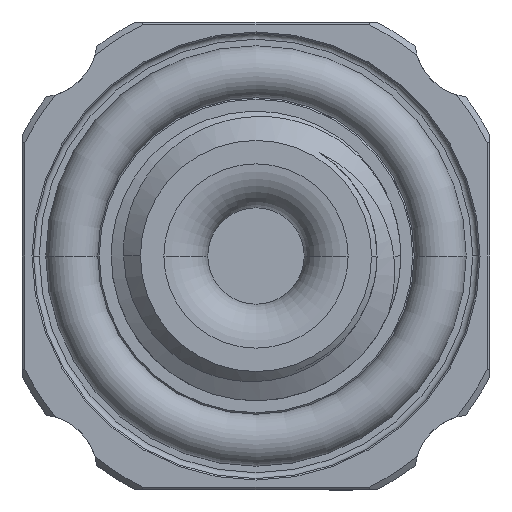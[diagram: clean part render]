
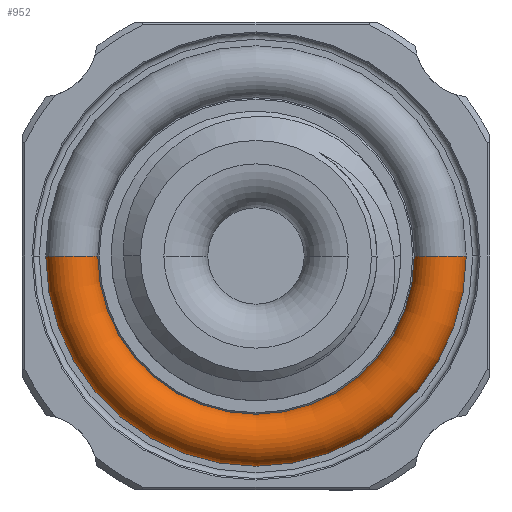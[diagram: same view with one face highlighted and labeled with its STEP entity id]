
A CAD part, front view. The second image highlights one B-rep face of the part: STEP entity #952.
In plain terms, the highlighted toroidal (fillet/blend) face has major radius 6.299 mm and minor radius 0.889 mm.
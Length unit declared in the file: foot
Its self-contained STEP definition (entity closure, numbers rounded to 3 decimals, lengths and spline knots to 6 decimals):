
#209 = AXIS2_PLACEMENT_3D ( 'NONE', #7497, #7014, #4255 ) ;
#499 = EDGE_LOOP ( 'NONE', ( #3788, #6038, #3961, #5391 ) ) ;
#583 = CARTESIAN_POINT ( 'NONE',  ( -0.023583, 0.066801, 0. ) ) ;
#613 = CIRCLE ( 'NONE', #7821, 0.01775 ) ;
#822 = FACE_OUTER_BOUND ( 'NONE', #499, .T. ) ;
#952 = ADVANCED_FACE ( 'NONE', ( #822 ), #4025, .T. ) ;
#1281 = CARTESIAN_POINT ( 'NONE',  ( 0.01775, 0.066801, 0. ) ) ;
#2338 = DIRECTION ( 'NONE',  ( 0., 0., -1. ) ) ;
#2679 = DIRECTION ( 'NONE',  ( 0., 0., 1. ) ) ;
#2806 = VERTEX_POINT ( 'NONE', #583 ) ;
#3059 = EDGE_CURVE ( 'NONE', #5256, #6392, #7522, .T. ) ;
#3145 = CIRCLE ( 'NONE', #6686, 0.002917 ) ;
#3284 = CARTESIAN_POINT ( 'NONE',  ( 0., 0.066801, 0. ) ) ;
#3335 = DIRECTION ( 'NONE',  ( 0., -1., 0. ) ) ;
#3788 = ORIENTED_EDGE ( 'NONE', *, *, #5010, .F. ) ;
#3858 = DIRECTION ( 'NONE',  ( 0., 1., 0. ) ) ;
#3859 = AXIS2_PLACEMENT_3D ( 'NONE', #5492, #8352, #5005 ) ;
#3961 = ORIENTED_EDGE ( 'NONE', *, *, #3059, .T. ) ;
#4025 = TOROIDAL_SURFACE ( 'NONE', #209, 0.020667, 0.002917 ) ;
#4236 = EDGE_CURVE ( 'NONE', #6988, #6392, #613, .T. ) ;
#4255 = DIRECTION ( 'NONE',  ( 1., 0., 0. ) ) ;
#4697 = CIRCLE ( 'NONE', #3859, 0.023583 ) ;
#4745 = EDGE_CURVE ( 'NONE', #2806, #5256, #4697, .T. ) ;
#4753 = DIRECTION ( 'NONE',  ( 0., 0., -1. ) ) ;
#5005 = DIRECTION ( 'NONE',  ( 0., 0., -1. ) ) ;
#5010 = EDGE_CURVE ( 'NONE', #2806, #6988, #3145, .T. ) ;
#5216 = CARTESIAN_POINT ( 'NONE',  ( -0.01775, 0.066801, 0. ) ) ;
#5253 = AXIS2_PLACEMENT_3D ( 'NONE', #7222, #2338, #3858 ) ;
#5256 = VERTEX_POINT ( 'NONE', #5864 ) ;
#5391 = ORIENTED_EDGE ( 'NONE', *, *, #4236, .F. ) ;
#5492 = CARTESIAN_POINT ( 'NONE',  ( 0., 0.066801, 0. ) ) ;
#5864 = CARTESIAN_POINT ( 'NONE',  ( 0.023583, 0.066801, 0. ) ) ;
#6038 = ORIENTED_EDGE ( 'NONE', *, *, #4745, .T. ) ;
#6050 = CARTESIAN_POINT ( 'NONE',  ( -0.020667, 0.066801, 0. ) ) ;
#6392 = VERTEX_POINT ( 'NONE', #1281 ) ;
#6686 = AXIS2_PLACEMENT_3D ( 'NONE', #6050, #2679, #7340 ) ;
#6988 = VERTEX_POINT ( 'NONE', #5216 ) ;
#7014 = DIRECTION ( 'NONE',  ( 0., -1., 0. ) ) ;
#7222 = CARTESIAN_POINT ( 'NONE',  ( 0.020667, 0.066801, 0. ) ) ;
#7340 = DIRECTION ( 'NONE',  ( 1., 0., 0. ) ) ;
#7497 = CARTESIAN_POINT ( 'NONE',  ( 0., 0.066801, 0. ) ) ;
#7522 = CIRCLE ( 'NONE', #5253, 0.002917 ) ;
#7821 = AXIS2_PLACEMENT_3D ( 'NONE', #3284, #3335, #4753 ) ;
#8352 = DIRECTION ( 'NONE',  ( 0., -1., 0. ) ) ;
